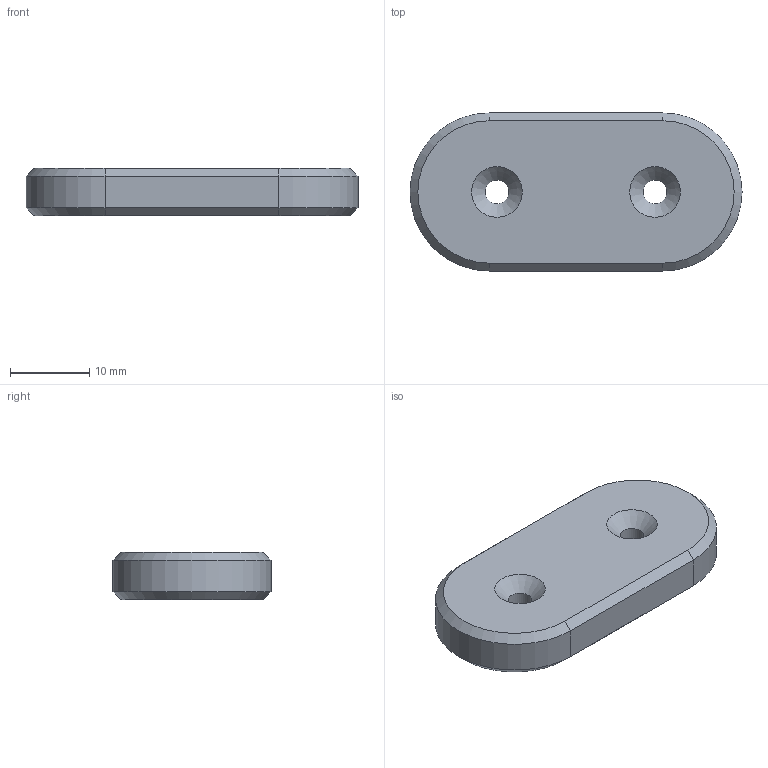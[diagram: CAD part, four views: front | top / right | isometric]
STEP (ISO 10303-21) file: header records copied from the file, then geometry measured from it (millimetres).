
FILE_DESCRIPTION(/* description */ ('Unknown'),/* implementation_level */ '2;1');
FILE_NAME(/* name */ 'OF-HA-2P-OD',/* time_stamp */ '2023-06-29T15:57:38+01:00',/* author */ ('Unknown'),/* organization */ ('Unknown'),/* preprocessor_version */ 'ST-DEVELOPER v16.7',/* originating_system */ 'Solid Edge',/* authorisation */ 'Unknown');
FILE_SCHEMA (('AUTOMOTIVE_DESIGN {1 0 10303 214 3 1 1}'));
Length unit declared in the file: millimetre
Products named in the file (1): Port Switcher - Handle
Bounding box: 42 x 20 x 6 mm (x, y, z)
Volume: 4050.1 mm3; surface area: 2217.6 mm2
Topology: 1 solids, 1 shells, 26 faces, 54 edges, 34 vertices
Faces by surface type: plane 12, cylinder 8, cone 6
Full cylindrical faces by diameter (mm): 3 x2, 4 x1, 6.5 x1, 8 x2
Entity records: 654 total; most frequent: DIRECTION 118, CARTESIAN_POINT 99, ORIENTED_EDGE 84, AXIS2_PLACEMENT_3D 49, EDGE_CURVE 42, EDGE_LOOP 42, FACE_BOUND 42, VERTEX_POINT 30
